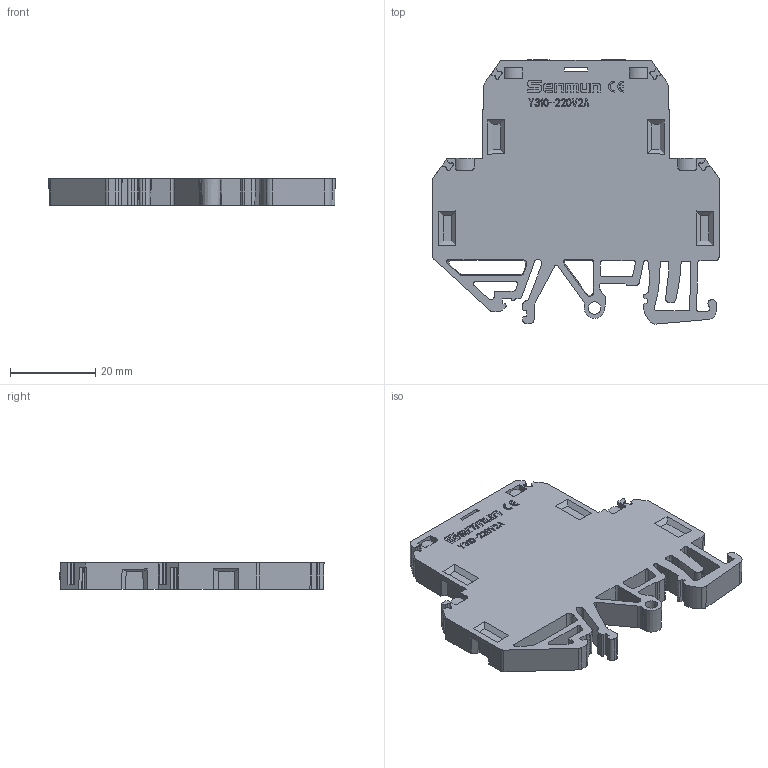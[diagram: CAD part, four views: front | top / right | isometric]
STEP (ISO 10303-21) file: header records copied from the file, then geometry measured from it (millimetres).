
FILE_DESCRIPTION(/* description */ (''),/* implementation_level */ '2;1');
FILE_NAME(/* name */ 'Y310-220V2A 2D_dwg.stp',/* time_stamp */ '2024-08-15T19:44:15+08:00',/* author */ (''),/* organization */ (''),/* preprocessor_version */ 'ST-DEVELOPER v14',/* originating_system */ 'SIEMENS PLM Software NX 8.0',/* authorisation */ '');
FILE_SCHEMA (('AUTOMOTIVE_DESIGN { 1 0 10303 214 3 1 1 1 }'));
Length unit declared in the file: millimetre
Products named in the file (1): Admi481C6D408hkz
Bounding box: 67.14 x 61.91 x 6.3 mm (x, y, z)
Volume: 17093.6 mm3; surface area: 9902.7 mm2
Topology: 1 solids, 8 shells, 674 faces, 1846 edges, 1233 vertices
Faces by surface type: plane 451, cone 97, extrusion 68, cylinder 50, bspline 8
Full cylindrical faces by diameter (mm): 3.3 x2, 3.6 x4, 4.1 x2
Entity records: 24297 total; most frequent: CARTESIAN_POINT 6097, ORIENTED_EDGE 3642, DIRECTION 3173, EDGE_CURVE 1821, VECTOR 1393, LINE 1325, VERTEX_POINT 1225, AXIS2_PLACEMENT_3D 890
